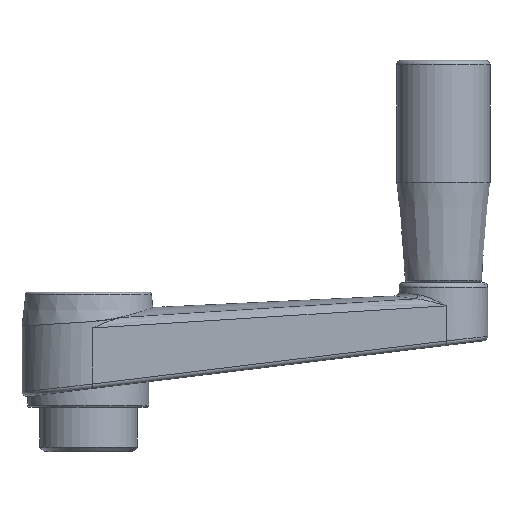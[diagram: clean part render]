
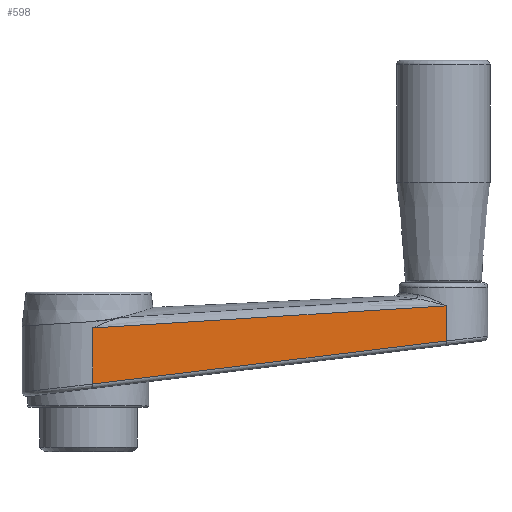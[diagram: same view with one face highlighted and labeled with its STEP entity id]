
A CAD part, front view. The second image highlights one B-rep face of the part: STEP entity #598.
In plain terms, the highlighted planar face has unit normal (0.062, -0.998, 0).
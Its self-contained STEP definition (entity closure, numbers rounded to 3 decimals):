
#598 = ADVANCED_FACE( '', ( #1284 ), #1285, .F. );
#1284 = FACE_OUTER_BOUND( '', #4506, .T. );
#1285 = PLANE( '', #4507 );
#4506 = EDGE_LOOP( '', ( #6827, #6828, #6829, #6830 ) );
#4507 = AXIS2_PLACEMENT_3D( '', #6831, #6832, #6833 );
#6827 = ORIENTED_EDGE( '', *, *, #8043, .F. );
#6828 = ORIENTED_EDGE( '', *, *, #7978, .T. );
#6829 = ORIENTED_EDGE( '', *, *, #7737, .T. );
#6830 = ORIENTED_EDGE( '', *, *, #7829, .T. );
#6831 = CARTESIAN_POINT( '', ( 0.938, -14.971, 26. ) );
#6832 = DIRECTION( '', ( -0.063, 0.998, 0. ) );
#6833 = DIRECTION( '', ( -0.998, -0.063, 0. ) );
#7737 = EDGE_CURVE( '', #8792, #8562, #8793, .T. );
#7829 = EDGE_CURVE( '', #8562, #8928, #8930, .T. );
#7978 = EDGE_CURVE( '', #8479, #8792, #9124, .T. );
#8043 = EDGE_CURVE( '', #8479, #8928, #9210, .T. );
#8479 = VERTEX_POINT( '', #10239 );
#8562 = VERTEX_POINT( '', #10642 );
#8792 = VERTEX_POINT( '', #11275 );
#8793 = LINE( '', #11276, #11277 );
#8928 = VERTEX_POINT( '', #11560 );
#8930 = LINE( '', #11562, #11563 );
#9124 = B_SPLINE_CURVE_WITH_KNOTS( '', 3, ( #12159, #12160, #12161, #12162, #12163, #12164, #12165, #12166, #12167, #12168, #12169 ), .UNSPECIFIED., .F., .F., ( 4, 1, 2, 2, 2, 4 ), ( 0., 0.01, 0.02, 0.04, 0.06, 0.08 ), .UNSPECIFIED. );
#9210 = LINE( '', #12577, #12578 );
#10239 = CARTESIAN_POINT( '', ( 80.625, -9.98, 20.567 ) );
#10642 = CARTESIAN_POINT( '', ( 0.938, -14.971, 2.943 ) );
#11275 = CARTESIAN_POINT( '', ( 0.938, -14.971, 15.576 ) );
#11276 = CARTESIAN_POINT( '', ( 0.938, -14.971, 26. ) );
#11277 = VECTOR( '', #13200, 1000. );
#11560 = CARTESIAN_POINT( '', ( 80.625, -9.98, 12.657 ) );
#11562 = CARTESIAN_POINT( '', ( 3.696, -14.798, 3.279 ) );
#11563 = VECTOR( '', #13303, 1000. );
#12159 = CARTESIAN_POINT( '', ( 80.625, -9.98, 20.567 ) );
#12160 = CARTESIAN_POINT( '', ( 77.304, -10.188, 20.362 ) );
#12161 = CARTESIAN_POINT( '', ( 70.663, -10.604, 19.953 ) );
#12162 = CARTESIAN_POINT( '', ( 64.023, -11.02, 19.54 ) );
#12163 = CARTESIAN_POINT( '', ( 54.061, -11.644, 18.921 ) );
#12164 = CARTESIAN_POINT( '', ( 47.421, -12.06, 18.506 ) );
#12165 = CARTESIAN_POINT( '', ( 34.14, -12.891, 17.673 ) );
#12166 = CARTESIAN_POINT( '', ( 27.499, -13.307, 17.255 ) );
#12167 = CARTESIAN_POINT( '', ( 14.218, -14.139, 16.417 ) );
#12168 = CARTESIAN_POINT( '', ( 7.578, -14.555, 15.997 ) );
#12169 = CARTESIAN_POINT( '', ( 0.938, -14.971, 15.576 ) );
#12577 = CARTESIAN_POINT( '', ( 80.625, -9.98, 26. ) );
#12578 = VECTOR( '', #13488, 1000. );
#13200 = DIRECTION( '', ( 0., 0., -1. ) );
#13303 = DIRECTION( '', ( 0.991, 0.062, 0.121 ) );
#13488 = DIRECTION( '', ( 0., 0., -1. ) );
